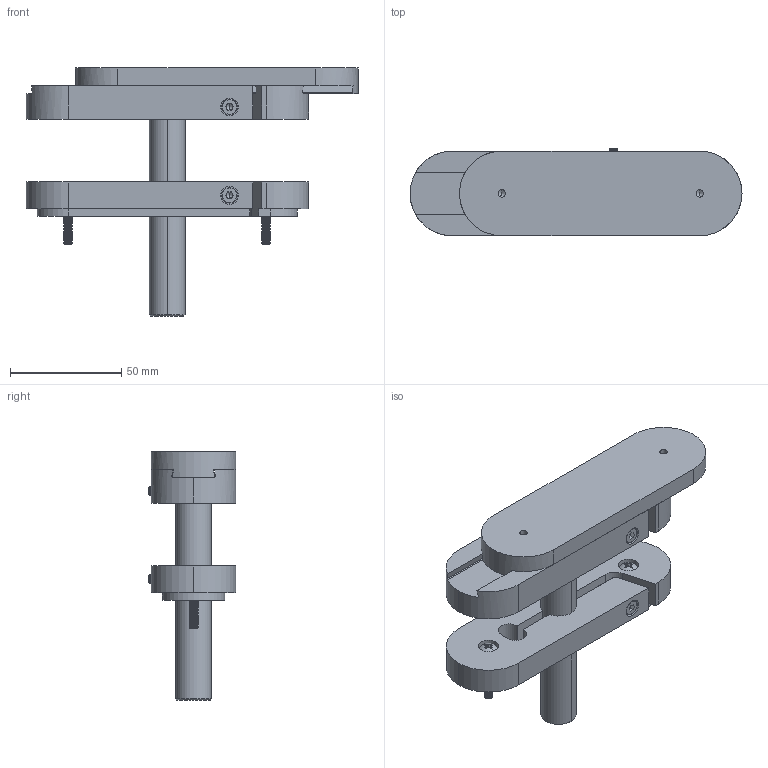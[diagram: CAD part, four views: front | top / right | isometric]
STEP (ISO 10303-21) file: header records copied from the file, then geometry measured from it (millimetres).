
FILE_DESCRIPTION (( 'STEP AP214' ), '1' );
FILE_NAME ('Assembalge.STEP', '2021-04-07T08:25:51', ( '' ), ( '' ), 'SwSTEP 2.0', 'SolidWorks 2019', '' );
FILE_SCHEMA (( 'AUTOMOTIVE_DESIGN' ));
Length unit declared in the file: millimetre
Products named in the file (7): socket head cap screw_iso_ISO 4762 M4 x 35 - 20S; support de couche; Axe16; Embase; pan head cross recess screw_iso_ISO 7045 - M4 x 25 - Z - 25S; Base rail; Assembalge
Assembly tree (8 placements, depth 2):
  Assembalge
    Base rail
    Embase
    support de couche
    Axe16
    pan head cross recess screw_iso_ISO 7045 - M4 x 25 - Z - 25S  x2
    socket head cap screw_iso_ISO 4762 M4 x 35 - 20S  x2
Bounding box: 149.25 x 39.4 x 111.5 mm (x, y, z)
Volume: 172807.5 mm3; surface area: 53012.2 mm2
Topology: 8 solids, 8 shells, 1000 faces, 2614 edges, 1630 vertices
Faces by surface type: cone 544, cylinder 317, plane 119, torus 16, sphere 4
Entity records: 18233 total; most frequent: DIRECTION 3390, CARTESIAN_POINT 3004, ORIENTED_EDGE 2900, EDGE_CURVE 1450, AXIS2_PLACEMENT_3D 1394, VERTEX_POINT 912, CIRCLE 824, VECTOR 602
